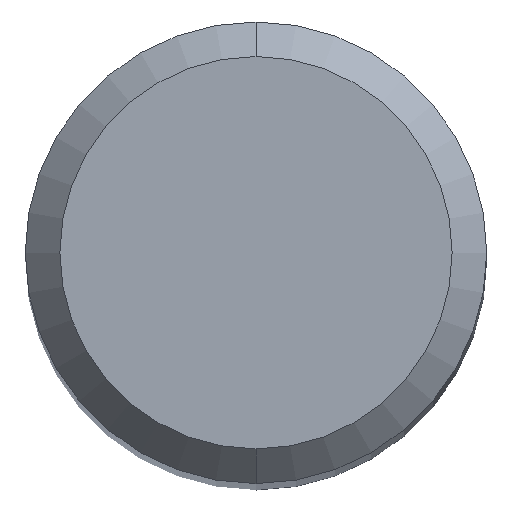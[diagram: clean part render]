
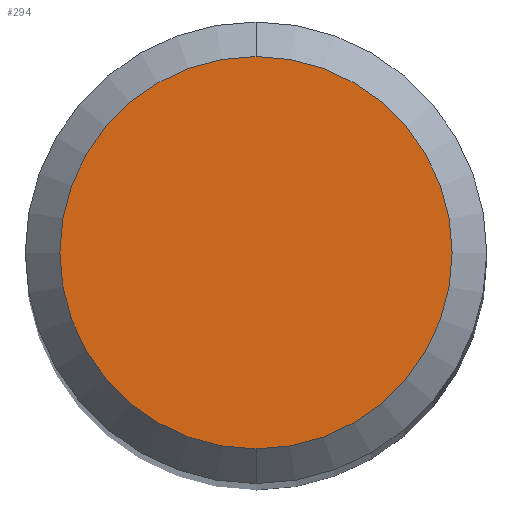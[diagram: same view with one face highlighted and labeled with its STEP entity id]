
A CAD part, top view. The second image highlights one B-rep face of the part: STEP entity #294.
In plain terms, the highlighted planar face has unit normal (0, 0, 1).
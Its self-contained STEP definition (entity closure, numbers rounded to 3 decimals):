
#200=VERTEX_POINT('',#495);
#260=VERTEX_POINT('',#559);
#294=ADVANCED_FACE('',(#596),#597,.T.);
#320=EDGE_CURVE('',#200,#260,#625,.T.);
#376=EDGE_CURVE('',#260,#200,#688,.T.);
#495=CARTESIAN_POINT('',(0.0,1.7,0.0));
#559=CARTESIAN_POINT('',(0.,-1.7,0.0));
#596=FACE_OUTER_BOUND('',#1090,.T.);
#597=PLANE('',#1091);
#625=CIRCLE('',#1143,1.7);
#688=CIRCLE('',#1253,1.7);
#1090=EDGE_LOOP('',(#1507,#1508));
#1091=AXIS2_PLACEMENT_3D('',#1509,#1510,#1511);
#1143=AXIS2_PLACEMENT_3D('',#1539,#1540,#1541);
#1253=AXIS2_PLACEMENT_3D('',#1620,#1621,#1622);
#1507=ORIENTED_EDGE('',*,*,#320,.F.);
#1508=ORIENTED_EDGE('',*,*,#376,.F.);
#1509=CARTESIAN_POINT('',(0.0,0.85,0.0));
#1510=DIRECTION('',(-0.0,0.0,1.0));
#1511=DIRECTION('',(0.0,-1.0,0.0));
#1539=CARTESIAN_POINT('',(0.0,0.0,0.0));
#1540=DIRECTION('',(0.0,0.0,-1.0));
#1541=DIRECTION('',(0.0,1.0,0.0));
#1620=CARTESIAN_POINT('',(0.0,0.0,0.0));
#1621=DIRECTION('',(0.0,0.0,-1.0));
#1622=DIRECTION('',(0.0,1.0,0.0));
